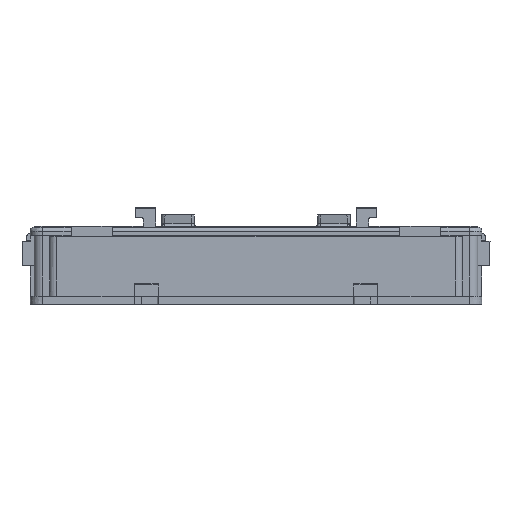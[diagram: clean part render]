
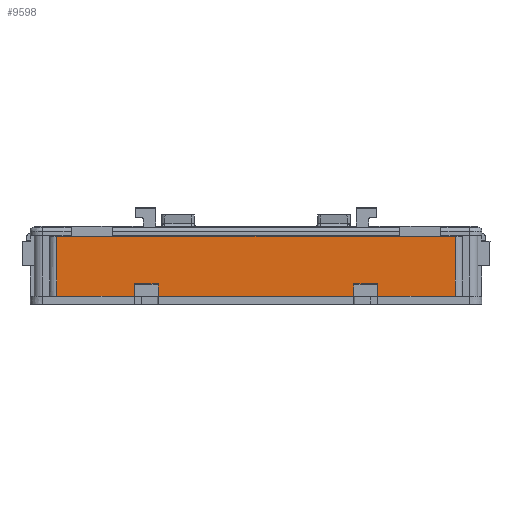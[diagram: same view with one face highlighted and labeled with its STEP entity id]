
A CAD part, front view. The second image highlights one B-rep face of the part: STEP entity #9598.
In plain terms, the highlighted planar face has unit normal (0, -1, 0.009).
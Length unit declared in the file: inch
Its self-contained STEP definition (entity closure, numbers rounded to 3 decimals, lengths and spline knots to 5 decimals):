
#39 = CARTESIAN_POINT ( 'NONE',  ( -0.95605, -0.80492, 0.32677 ) ) ;
#225 = CARTESIAN_POINT ( 'NONE',  ( 0.46856, -0.80692, 0.09837 ) ) ;
#304 = ORIENTED_EDGE ( 'NONE', *, *, #1876, .T. ) ;
#335 = EDGE_CURVE ( 'NONE', #7860, #7525, #3754, .T. ) ;
#386 = VERTEX_POINT ( 'NONE', #225 ) ;
#401 = LINE ( 'NONE', #2336, #10486 ) ;
#475 = ORIENTED_EDGE ( 'NONE', *, *, #11668, .F. ) ;
#893 = ORIENTED_EDGE ( 'NONE', *, *, #3802, .F. ) ;
#931 = ORIENTED_EDGE ( 'NONE', *, *, #4702, .F. ) ;
#997 = CARTESIAN_POINT ( 'NONE',  ( -0.95605, -0.80692, 0.09837 ) ) ;
#1160 = ORIENTED_EDGE ( 'NONE', *, *, #9246, .T. ) ;
#1171 = LINE ( 'NONE', #11878, #4673 ) ;
#1248 = CARTESIAN_POINT ( 'NONE',  ( -0.95605, -0.80692, 0.09837 ) ) ;
#1344 = CARTESIAN_POINT ( 'NONE',  ( -0.95605, -0.80743, 0.03937 ) ) ;
#1365 = CARTESIAN_POINT ( 'NONE',  ( -0.46856, -0.80743, 0.03937 ) ) ;
#1779 = CARTESIAN_POINT ( 'NONE',  ( -0.46856, -0.80692, 0.09837 ) ) ;
#1783 = CARTESIAN_POINT ( 'NONE',  ( -0.58301, -0.80692, 0.09837 ) ) ;
#1786 = VECTOR ( 'NONE', #9480, 39.37008 ) ;
#1838 = VERTEX_POINT ( 'NONE', #1365 ) ;
#1876 = EDGE_CURVE ( 'NONE', #9129, #7860, #1171, .T. ) ;
#2114 = ORIENTED_EDGE ( 'NONE', *, *, #6279, .T. ) ;
#2300 = CARTESIAN_POINT ( 'NONE',  ( -1.02362, -0.80743, 0.03937 ) ) ;
#2336 = CARTESIAN_POINT ( 'NONE',  ( 0.46856, -0.80692, 0.09837 ) ) ;
#2337 = VERTEX_POINT ( 'NONE', #1779 ) ;
#2547 = AXIS2_PLACEMENT_3D ( 'NONE', #10264, #4308, #9239 ) ;
#2712 = VERTEX_POINT ( 'NONE', #11754 ) ;
#2795 = DIRECTION ( 'NONE',  ( 1., 0., 0. ) ) ;
#2828 = EDGE_CURVE ( 'NONE', #3197, #10989, #11113, .T. ) ;
#2947 = VECTOR ( 'NONE', #4356, 39.37008 ) ;
#3197 = VERTEX_POINT ( 'NONE', #11674 ) ;
#3355 = DIRECTION ( 'NONE',  ( 0., -0.009, -1. ) ) ;
#3384 = LINE ( 'NONE', #3509, #12092 ) ;
#3509 = CARTESIAN_POINT ( 'NONE',  ( -1.02362, -0.80743, 0.03937 ) ) ;
#3754 = LINE ( 'NONE', #39, #10987 ) ;
#3756 = VECTOR ( 'NONE', #5217, 39.37008 ) ;
#3802 = EDGE_CURVE ( 'NONE', #5983, #1838, #3384, .T. ) ;
#3989 = FACE_OUTER_BOUND ( 'NONE', #8469, .T. ) ;
#4107 = CARTESIAN_POINT ( 'NONE',  ( -0.95605, -0.80743, 0.03937 ) ) ;
#4251 = DIRECTION ( 'NONE',  ( 0., 0.009, 1. ) ) ;
#4308 = DIRECTION ( 'NONE',  ( 0., -1., 0.009 ) ) ;
#4356 = DIRECTION ( 'NONE',  ( 0., -0.009, -1. ) ) ;
#4673 = VECTOR ( 'NONE', #4251, 39.37008 ) ;
#4702 = EDGE_CURVE ( 'NONE', #2712, #12247, #12560, .T. ) ;
#5217 = DIRECTION ( 'NONE',  ( 1., 0., 0. ) ) ;
#5564 = CARTESIAN_POINT ( 'NONE',  ( -0.46856, -0.80743, 0.03937 ) ) ;
#5585 = ORIENTED_EDGE ( 'NONE', *, *, #10041, .T. ) ;
#5983 = VERTEX_POINT ( 'NONE', #8177 ) ;
#6072 = ORIENTED_EDGE ( 'NONE', *, *, #335, .T. ) ;
#6097 = DIRECTION ( 'NONE',  ( 0., 0.009, 1. ) ) ;
#6141 = LINE ( 'NONE', #1344, #2947 ) ;
#6148 = LINE ( 'NONE', #1783, #1786 ) ;
#6279 = EDGE_CURVE ( 'NONE', #386, #10989, #9717, .T. ) ;
#6690 = DIRECTION ( 'NONE',  ( -1., 0., 0. ) ) ;
#7525 = VERTEX_POINT ( 'NONE', #9453 ) ;
#7568 = ORIENTED_EDGE ( 'NONE', *, *, #2828, .F. ) ;
#7860 = VERTEX_POINT ( 'NONE', #8864 ) ;
#7875 = ORIENTED_EDGE ( 'NONE', *, *, #11441, .F. ) ;
#7933 = EDGE_CURVE ( 'NONE', #386, #5983, #401, .T. ) ;
#8064 = ORIENTED_EDGE ( 'NONE', *, *, #7933, .F. ) ;
#8177 = CARTESIAN_POINT ( 'NONE',  ( 0.46856, -0.80743, 0.03937 ) ) ;
#8469 = EDGE_LOOP ( 'NONE', ( #7875, #893, #8064, #2114, #7568, #475, #304, #6072, #5585, #931, #9152, #1160 ) ) ;
#8864 = CARTESIAN_POINT ( 'NONE',  ( 0.95605, -0.80492, 0.32677 ) ) ;
#9033 = CARTESIAN_POINT ( 'NONE',  ( 0.95605, -0.80743, 0.03937 ) ) ;
#9129 = VERTEX_POINT ( 'NONE', #9033 ) ;
#9152 = ORIENTED_EDGE ( 'NONE', *, *, #12466, .F. ) ;
#9239 = DIRECTION ( 'NONE',  ( 0., -0.009, -1. ) ) ;
#9246 = EDGE_CURVE ( 'NONE', #12425, #2337, #9258, .T. ) ;
#9258 = LINE ( 'NONE', #1248, #3756 ) ;
#9402 = VECTOR ( 'NONE', #6097, 39.37008 ) ;
#9453 = CARTESIAN_POINT ( 'NONE',  ( -0.95605, -0.80492, 0.32677 ) ) ;
#9480 = DIRECTION ( 'NONE',  ( 0., -0.009, -1. ) ) ;
#9598 = ADVANCED_FACE ( 'Defeature ausgef�hrt1_164', ( #3989 ), #10011, .T. ) ;
#9648 = VECTOR ( 'NONE', #12495, 39.37008 ) ;
#9717 = LINE ( 'NONE', #997, #10240 ) ;
#9984 = LINE ( 'NONE', #2300, #12396 ) ;
#10011 = PLANE ( 'NONE',  #2547 ) ;
#10041 = EDGE_CURVE ( 'NONE', #7525, #12247, #6141, .T. ) ;
#10082 = CARTESIAN_POINT ( 'NONE',  ( 0.58302, -0.80743, 0.03937 ) ) ;
#10189 = CARTESIAN_POINT ( 'NONE',  ( -0.58301, -0.80692, 0.09837 ) ) ;
#10240 = VECTOR ( 'NONE', #2795, 39.37008 ) ;
#10264 = CARTESIAN_POINT ( 'NONE',  ( -0.95605, -0.80743, 0.03937 ) ) ;
#10343 = VECTOR ( 'NONE', #10436, 39.37008 ) ;
#10436 = DIRECTION ( 'NONE',  ( 0., 0.009, 1. ) ) ;
#10486 = VECTOR ( 'NONE', #3355, 39.37008 ) ;
#10558 = LINE ( 'NONE', #5564, #10343 ) ;
#10625 = CARTESIAN_POINT ( 'NONE',  ( -1.02362, -0.80743, 0.03937 ) ) ;
#10987 = VECTOR ( 'NONE', #6690, 39.37008 ) ;
#10989 = VERTEX_POINT ( 'NONE', #12508 ) ;
#11113 = LINE ( 'NONE', #10082, #9402 ) ;
#11441 = EDGE_CURVE ( 'NONE', #1838, #2337, #10558, .T. ) ;
#11668 = EDGE_CURVE ( 'NONE', #9129, #3197, #9984, .T. ) ;
#11674 = CARTESIAN_POINT ( 'NONE',  ( 0.58302, -0.80743, 0.03937 ) ) ;
#11754 = CARTESIAN_POINT ( 'NONE',  ( -0.58302, -0.80743, 0.03937 ) ) ;
#11878 = CARTESIAN_POINT ( 'NONE',  ( 0.95605, -0.80743, 0.03937 ) ) ;
#12039 = DIRECTION ( 'NONE',  ( -1., 0., 0. ) ) ;
#12092 = VECTOR ( 'NONE', #12287, 39.37008 ) ;
#12247 = VERTEX_POINT ( 'NONE', #4107 ) ;
#12287 = DIRECTION ( 'NONE',  ( -1., 0., 0. ) ) ;
#12396 = VECTOR ( 'NONE', #12039, 39.37008 ) ;
#12425 = VERTEX_POINT ( 'NONE', #10189 ) ;
#12466 = EDGE_CURVE ( 'NONE', #12425, #2712, #6148, .T. ) ;
#12495 = DIRECTION ( 'NONE',  ( -1., 0., 0. ) ) ;
#12508 = CARTESIAN_POINT ( 'NONE',  ( 0.58301, -0.80692, 0.09837 ) ) ;
#12560 = LINE ( 'NONE', #10625, #9648 ) ;
